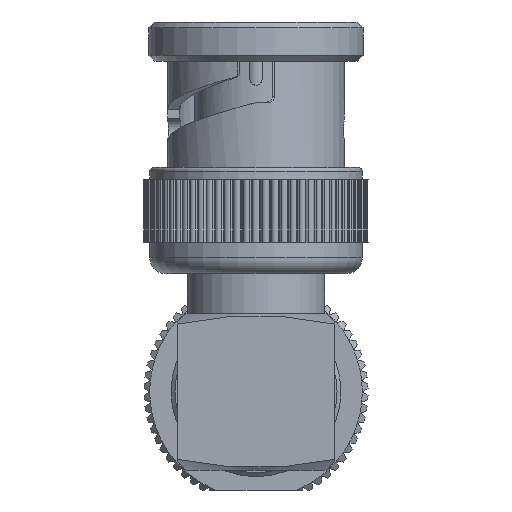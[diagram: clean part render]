
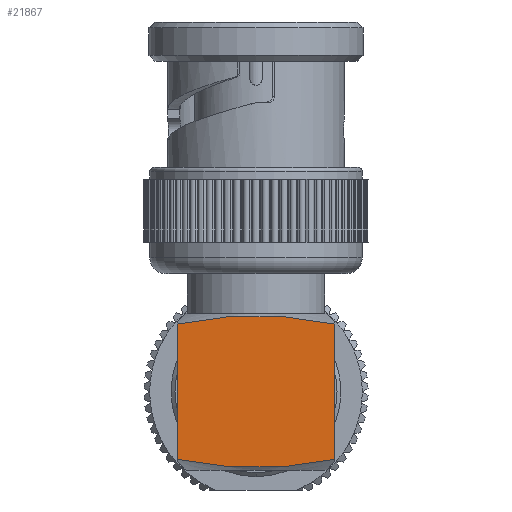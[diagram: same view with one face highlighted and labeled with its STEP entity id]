
A CAD part, left-side view. The second image highlights one B-rep face of the part: STEP entity #21867.
In plain terms, the highlighted face is planar.
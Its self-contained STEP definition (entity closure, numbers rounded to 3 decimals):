
#41 = EDGE_CURVE ( 'NONE', #4050, #1483, #10386, .T. ) ;
#319 = CARTESIAN_POINT ( 'NONE',  ( 5.08, -5.08, -19.518 ) ) ;
#734 = ORIENTED_EDGE ( 'NONE', *, *, #10140, .F. ) ;
#849 = CARTESIAN_POINT ( 'NONE',  ( 5.08, -5.08, -28.25 ) ) ;
#1483 = VERTEX_POINT ( 'NONE', #23163 ) ;
#3428 = CARTESIAN_POINT ( 'NONE',  ( 4.241, -5.08, -19.359 ) ) ;
#4050 = VERTEX_POINT ( 'NONE', #13339 ) ;
#4202 = CARTESIAN_POINT ( 'NONE',  ( 5.08, -5.08, -19.518 ) ) ;
#4789 = CARTESIAN_POINT ( 'NONE',  ( -5.08, -5.08, -19.518 ) ) ;
#5471 = ORIENTED_EDGE ( 'NONE', *, *, #19366, .T. ) ;
#6311 = CARTESIAN_POINT ( 'NONE',  ( -0.855, -5.08, -28.814 ) ) ;
#7287 = DIRECTION ( 'NONE',  ( 0., 1., 0. ) ) ;
#8233 = ORIENTED_EDGE ( 'NONE', *, *, #20300, .T. ) ;
#8241 = CARTESIAN_POINT ( 'NONE',  ( -3.394, -5.08, -28.551 ) ) ;
#8272 = DIRECTION ( 'NONE',  ( 0., 0., 1. ) ) ;
#8495 = CARTESIAN_POINT ( 'NONE',  ( 4.241, -5.08, -28.409 ) ) ;
#8629 = CARTESIAN_POINT ( 'NONE',  ( -5.08, -5.08, -28.25 ) ) ;
#8776 = VECTOR ( 'NONE', #8272, 1000. ) ;
#9651 = CARTESIAN_POINT ( 'NONE',  ( 5.08, -5.08, -28.964 ) ) ;
#10140 = EDGE_CURVE ( 'NONE', #4050, #11883, #14498, .T. ) ;
#10386 = B_SPLINE_CURVE_WITH_KNOTS ( 'NONE', 3,
 ( #8629, #18357, #8241, #22494, #6311, #22374, #16556, #22114, #8495, #849 ),
 .UNSPECIFIED., .F., .F.,
 ( 4, 2, 2, 2, 4 ),
 ( 0.005, 0.008, 0.011, 0.013, 0.016 ),
 .UNSPECIFIED. ) ;
#10921 = CARTESIAN_POINT ( 'NONE',  ( -5.08, -5.08, -19.518 ) ) ;
#11181 = CARTESIAN_POINT ( 'NONE',  ( -3.394, -5.08, -19.217 ) ) ;
#11425 = DIRECTION ( 'NONE',  ( 0., 0., 1. ) ) ;
#11883 = VERTEX_POINT ( 'NONE', #4789 ) ;
#12649 = B_SPLINE_CURVE_WITH_KNOTS ( 'NONE', 3,
 ( #319, #3428, #22858, #13258, #24681, #14839, #15232, #11181, #12877, #10921 ),
 .UNSPECIFIED., .F., .F.,
 ( 4, 2, 2, 2, 4 ),
 ( 0.018, 0.02, 0.023, 0.025, 0.028 ),
 .UNSPECIFIED. ) ;
#12877 = CARTESIAN_POINT ( 'NONE',  ( -4.24, -5.08, -19.358 ) ) ;
#13258 = CARTESIAN_POINT ( 'NONE',  ( 1.693, -5.08, -19.013 ) ) ;
#13339 = CARTESIAN_POINT ( 'NONE',  ( -5.08, -5.08, -28.25 ) ) ;
#14498 = LINE ( 'NONE', #16582, #8776 ) ;
#14839 = CARTESIAN_POINT ( 'NONE',  ( -0.855, -5.08, -18.954 ) ) ;
#15232 = CARTESIAN_POINT ( 'NONE',  ( -1.702, -5.08, -19.014 ) ) ;
#16450 = EDGE_LOOP ( 'NONE', ( #8233, #5471, #734, #25067 ) ) ;
#16556 = CARTESIAN_POINT ( 'NONE',  ( 1.693, -5.08, -28.755 ) ) ;
#16582 = CARTESIAN_POINT ( 'NONE',  ( -5.08, -5.08, -28.964 ) ) ;
#16775 = DIRECTION ( 'NONE',  ( 0., 0., 1. ) ) ;
#18357 = CARTESIAN_POINT ( 'NONE',  ( -4.24, -5.08, -28.41 ) ) ;
#19366 = EDGE_CURVE ( 'NONE', #20511, #11883, #12649, .T. ) ;
#19386 = VECTOR ( 'NONE', #11425, 1000. ) ;
#20300 = EDGE_CURVE ( 'NONE', #1483, #20511, #25623, .T. ) ;
#20511 = VERTEX_POINT ( 'NONE', #4202 ) ;
#20779 = CARTESIAN_POINT ( 'NONE',  ( 5.08, -5.08, -28.964 ) ) ;
#21867 = ADVANCED_FACE ( 'NONE', ( #24546 ), #24930, .F. ) ;
#22114 = CARTESIAN_POINT ( 'NONE',  ( 3.396, -5.08, -28.551 ) ) ;
#22374 = CARTESIAN_POINT ( 'NONE',  ( 0.843, -5.08, -28.815 ) ) ;
#22494 = CARTESIAN_POINT ( 'NONE',  ( -1.702, -5.08, -28.754 ) ) ;
#22684 = AXIS2_PLACEMENT_3D ( 'NONE', #20779, #7287, #16775 ) ;
#22858 = CARTESIAN_POINT ( 'NONE',  ( 3.396, -5.08, -19.217 ) ) ;
#23163 = CARTESIAN_POINT ( 'NONE',  ( 5.08, -5.08, -28.25 ) ) ;
#24546 = FACE_OUTER_BOUND ( 'NONE', #16450, .T. ) ;
#24681 = CARTESIAN_POINT ( 'NONE',  ( 0.843, -5.08, -18.953 ) ) ;
#24930 = PLANE ( 'NONE',  #22684 ) ;
#25067 = ORIENTED_EDGE ( 'NONE', *, *, #41, .T. ) ;
#25623 = LINE ( 'NONE', #9651, #19386 ) ;
